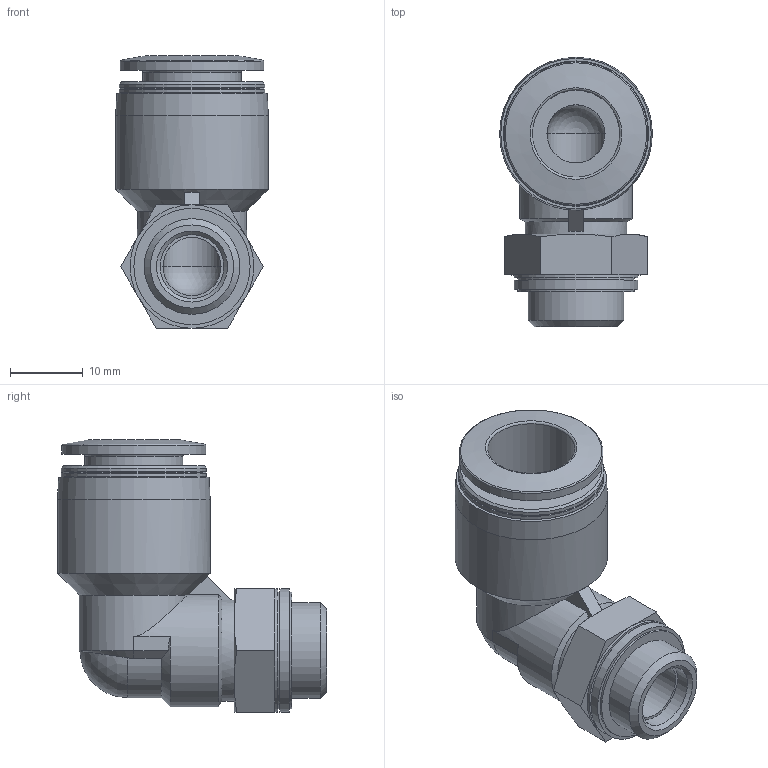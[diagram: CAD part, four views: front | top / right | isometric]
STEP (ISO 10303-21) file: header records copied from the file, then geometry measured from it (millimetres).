
FILE_DESCRIPTION(/* description */ ('STEP AP214'),/* implementation_level */ '2;1');
FILE_NAME(/* name */ '132054_QSL-G1_4-12-20',/* time_stamp */ '2024-09-14T09:25:13+02:00',/* author */ ('License CC BY-ND 4.0'),/* organization */ ('CADENAS'),/* preprocessor_version */ 'ST-DEVELOPER v19.3',/* originating_system */ 'PARTsolutions',/* authorisation */ ' ');
FILE_SCHEMA (('AUTOMOTIVE_DESIGN {1 0 10303 214 3 1 1}'));
Length unit declared in the file: millimetre
Products named in the file (1): 132054 QSL-G1/4-12-20
Bounding box: 21 x 37 x 37.5 mm (x, y, z)
Volume: 8415.4 mm3; surface area: 5581.6 mm2
Topology: 1 solids, 1 shells, 71 faces, 151 edges, 90 vertices
Faces by surface type: plane 30, cylinder 18, cone 18, torus 3, sphere 2
Full cylindrical faces by diameter (mm): 8 x2, 8.771 x1, 12 x1, 13.157 x1, 13.5 x1, 13.95 x1, 16 x2, 17 x2, 19.8 x1, 20 x2, 21 x1
Entity records: 2287 total; most frequent: CARTESIAN_POINT 376, DIRECTION 294, ORIENTED_EDGE 240, AXIS2_PLACEMENT_3D 130, EDGE_CURVE 120, EDGE_LOOP 109, FACE_BOUND 109, VERTEX_POINT 87
